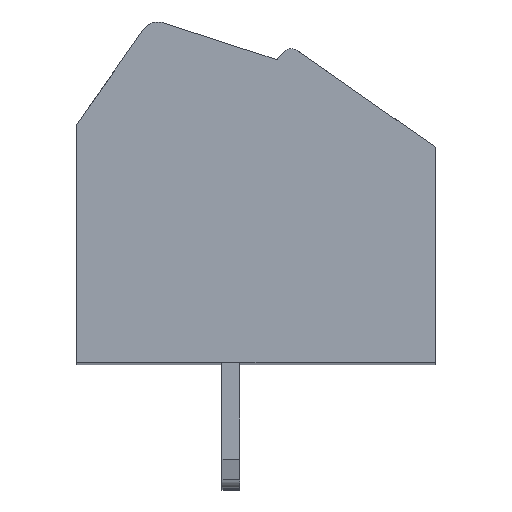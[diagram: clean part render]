
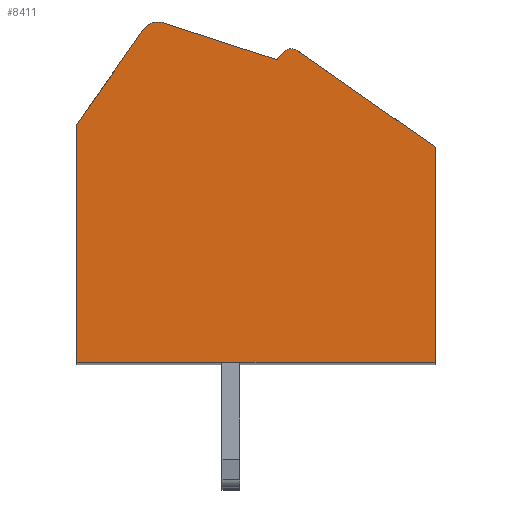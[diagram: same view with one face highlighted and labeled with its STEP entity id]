
A CAD part, top view. The second image highlights one B-rep face of the part: STEP entity #8411.
In plain terms, the highlighted planar face has unit normal (0, 0, 1).
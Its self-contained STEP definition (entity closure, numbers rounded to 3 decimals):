
#747=DIRECTION('',(-0.951,0.309,0.));
#748=VECTOR('',#747,3.333);
#749=CARTESIAN_POINT('',(0.588,3.695,1.75));
#750=LINE('',#749,#748);
#751=DIRECTION('',(-0.638,-0.77,0.));
#752=VECTOR('',#751,0.262);
#753=CARTESIAN_POINT('',(0.755,3.897,1.75));
#754=LINE('',#753,#752);
#755=CARTESIAN_POINT('',(0.986,3.706,1.75));
#756=DIRECTION('',(0.,0.,1.));
#757=DIRECTION('',(0.574,0.819,0.));
#758=AXIS2_PLACEMENT_3D('',#755,#756,#757);
#760=DIRECTION('',(-0.819,0.574,0.));
#761=VECTOR('',#760,4.691);
#762=CARTESIAN_POINT('',(5.,1.261,1.75));
#763=LINE('',#762,#761);
#764=DIRECTION('',(0.,1.,0.));
#765=VECTOR('',#764,6.011);
#766=CARTESIAN_POINT('',(5.,-4.75,1.75));
#767=LINE('',#766,#765);
#768=DIRECTION('',(1.,0.,0.));
#769=VECTOR('',#768,10.);
#770=CARTESIAN_POINT('',(-5.,-4.75,1.75));
#771=LINE('',#770,#769);
#772=DIRECTION('',(0.,-1.,0.));
#773=VECTOR('',#772,6.64);
#774=CARTESIAN_POINT('',(-5.,1.89,1.75));
#775=LINE('',#774,#773);
#776=DIRECTION('',(-0.574,-0.819,0.));
#777=VECTOR('',#776,3.231);
#778=CARTESIAN_POINT('',(-3.147,4.537,1.75));
#779=LINE('',#778,#777);
#780=CARTESIAN_POINT('',(-2.737,4.25,1.75));
#781=DIRECTION('',(0.,0.,1.));
#782=DIRECTION('',(0.309,0.951,0.));
#783=AXIS2_PLACEMENT_3D('',#780,#781,#782);
#5983=CARTESIAN_POINT('',(0.588,3.695,1.75));
#5984=CARTESIAN_POINT('',(-2.583,4.726,1.75));
#5985=VERTEX_POINT('',#5983);
#5986=VERTEX_POINT('',#5984);
#5987=CARTESIAN_POINT('',(-3.147,4.537,1.75));
#5988=VERTEX_POINT('',#5987);
#5989=CARTESIAN_POINT('',(-5.,1.89,1.75));
#5990=VERTEX_POINT('',#5989);
#5991=CARTESIAN_POINT('',(-5.,-4.75,1.75));
#5992=VERTEX_POINT('',#5991);
#5993=CARTESIAN_POINT('',(5.,-4.75,1.75));
#5994=VERTEX_POINT('',#5993);
#5995=CARTESIAN_POINT('',(5.,1.261,1.75));
#5996=VERTEX_POINT('',#5995);
#5997=CARTESIAN_POINT('',(1.158,3.951,1.75));
#5998=VERTEX_POINT('',#5997);
#5999=CARTESIAN_POINT('',(0.755,3.897,1.75));
#6000=VERTEX_POINT('',#5999);
#8395=CARTESIAN_POINT('',(0.,0.,1.75));
#8396=DIRECTION('',(0.,0.,1.));
#8397=DIRECTION('',(1.,0.,0.));
#8398=AXIS2_PLACEMENT_3D('',#8395,#8396,#8397);
#8399=PLANE('',#8398);
#8400=ORIENTED_EDGE('',*,*,#7817,.F.);
#8401=ORIENTED_EDGE('',*,*,#7832,.F.);
#8402=ORIENTED_EDGE('',*,*,#7846,.F.);
#8403=ORIENTED_EDGE('',*,*,#7860,.F.);
#8404=ORIENTED_EDGE('',*,*,#7974,.F.);
#8405=ORIENTED_EDGE('',*,*,#8088,.F.);
#8406=ORIENTED_EDGE('',*,*,#8202,.F.);
#8407=ORIENTED_EDGE('',*,*,#8316,.F.);
#8408=ORIENTED_EDGE('',*,*,#8389,.F.);
#8409=EDGE_LOOP('',(#8400,#8401,#8402,#8403,#8404,#8405,#8406,#8407,#8408));
#8410=FACE_OUTER_BOUND('',#8409,.F.);
#759=CIRCLE('',#758,0.3);
#784=CIRCLE('',#783,0.5);
#7817=EDGE_CURVE('',#5985,#5986,#750,.T.);
#7832=EDGE_CURVE('',#6000,#5985,#754,.T.);
#7846=EDGE_CURVE('',#5998,#6000,#759,.T.);
#7860=EDGE_CURVE('',#5996,#5998,#763,.T.);
#7974=EDGE_CURVE('',#5994,#5996,#767,.T.);
#8088=EDGE_CURVE('',#5992,#5994,#771,.T.);
#8202=EDGE_CURVE('',#5990,#5992,#775,.T.);
#8316=EDGE_CURVE('',#5988,#5990,#779,.T.);
#8389=EDGE_CURVE('',#5986,#5988,#784,.T.);
#8411=ADVANCED_FACE('',(#8410),#8399,.T.);
